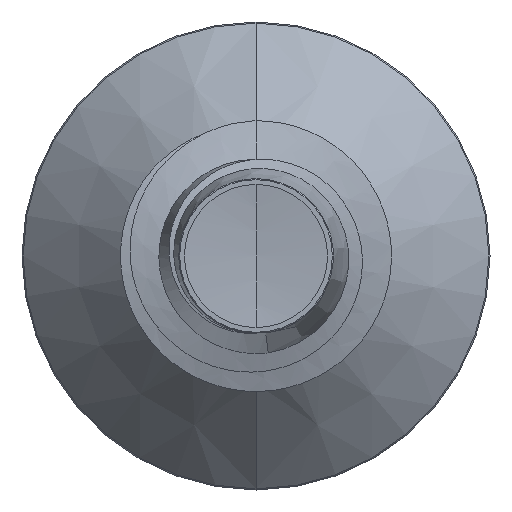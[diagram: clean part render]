
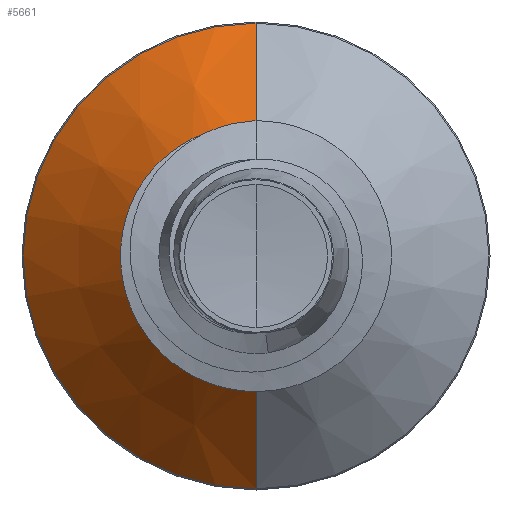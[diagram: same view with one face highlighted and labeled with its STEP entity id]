
A CAD part, front view. The second image highlights one B-rep face of the part: STEP entity #5661.
In plain terms, the highlighted conical face has half-angle 45 degrees and reference radius 1.034 mm.
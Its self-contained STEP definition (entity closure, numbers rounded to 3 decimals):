
#247 = LINE ( 'NONE', #3003, #2927 ) ;
#256 = AXIS2_PLACEMENT_3D ( 'NONE', #3638, #3070, #2474 ) ;
#300 = DIRECTION ( 'NONE',  ( 0., 1., 0. ) ) ;
#311 = EDGE_CURVE ( 'NONE', #3869, #6460, #6860, .T. ) ;
#438 = CARTESIAN_POINT ( 'NONE',  ( 0., 1.284, 1.034 ) ) ;
#1396 = DIRECTION ( 'NONE',  ( 0., 0.707, -0.707 ) ) ;
#1428 = ORIENTED_EDGE ( 'NONE', *, *, #1785, .T. ) ;
#1430 = EDGE_CURVE ( 'NONE', #2543, #6030, #3793, .T. ) ;
#1785 = EDGE_CURVE ( 'NONE', #6030, #6460, #3624, .T. ) ;
#2474 = DIRECTION ( 'NONE',  ( 0., 0., 1. ) ) ;
#2543 = VERTEX_POINT ( 'NONE', #5317 ) ;
#2901 = CARTESIAN_POINT ( 'NONE',  ( 0., 2.14, 1.89 ) ) ;
#2927 = VECTOR ( 'NONE', #1396, 1000. ) ;
#3003 = CARTESIAN_POINT ( 'NONE',  ( 0., 1.284, -1.034 ) ) ;
#3070 = DIRECTION ( 'NONE',  ( 0., 1., 0. ) ) ;
#3507 = CARTESIAN_POINT ( 'NONE',  ( 0., 1.284, 0. ) ) ;
#3624 = LINE ( 'NONE', #438, #4881 ) ;
#3638 = CARTESIAN_POINT ( 'NONE',  ( 0., 2.14, 0. ) ) ;
#3761 = CONICAL_SURFACE ( 'NONE', #6727, 1.034, 0.785 ) ;
#3793 = CIRCLE ( 'NONE', #4427, 1.034 ) ;
#3869 = VERTEX_POINT ( 'NONE', #3985 ) ;
#3930 = FACE_OUTER_BOUND ( 'NONE', #6595, .T. ) ;
#3985 = CARTESIAN_POINT ( 'NONE',  ( 0., 2.14, -1.89 ) ) ;
#4041 = DIRECTION ( 'NONE',  ( 0., 0., 1. ) ) ;
#4335 = EDGE_CURVE ( 'NONE', #2543, #3869, #247, .T. ) ;
#4427 = AXIS2_PLACEMENT_3D ( 'NONE', #3507, #300, #4041 ) ;
#4719 = DIRECTION ( 'NONE',  ( 0., 0.707, 0.707 ) ) ;
#4736 = CARTESIAN_POINT ( 'NONE',  ( 0., 1.284, 1.034 ) ) ;
#4787 = DIRECTION ( 'NONE',  ( 0., 1., 0. ) ) ;
#4881 = VECTOR ( 'NONE', #4719, 1000. ) ;
#5195 = ORIENTED_EDGE ( 'NONE', *, *, #4335, .F. ) ;
#5316 = DIRECTION ( 'NONE',  ( 0., 0., 1. ) ) ;
#5317 = CARTESIAN_POINT ( 'NONE',  ( 0., 1.284, -1.034 ) ) ;
#5441 = ORIENTED_EDGE ( 'NONE', *, *, #311, .F. ) ;
#5661 = ADVANCED_FACE ( 'NONE', ( #3930 ), #3761, .T. ) ;
#5830 = CARTESIAN_POINT ( 'NONE',  ( 0., 1.284, 0. ) ) ;
#6030 = VERTEX_POINT ( 'NONE', #4736 ) ;
#6376 = ORIENTED_EDGE ( 'NONE', *, *, #1430, .T. ) ;
#6460 = VERTEX_POINT ( 'NONE', #2901 ) ;
#6595 = EDGE_LOOP ( 'NONE', ( #5195, #6376, #1428, #5441 ) ) ;
#6727 = AXIS2_PLACEMENT_3D ( 'NONE', #5830, #4787, #5316 ) ;
#6860 = CIRCLE ( 'NONE', #256, 1.89 ) ;
